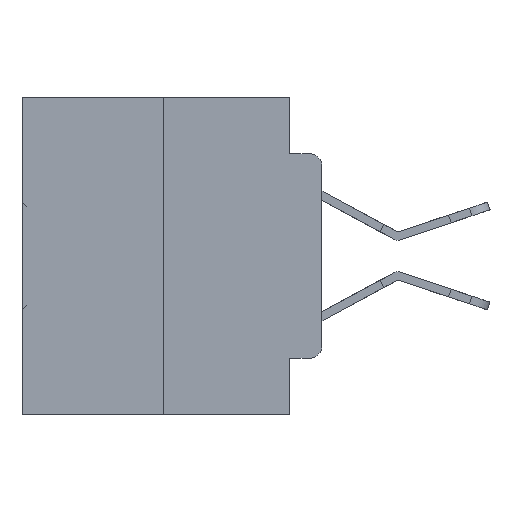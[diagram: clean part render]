
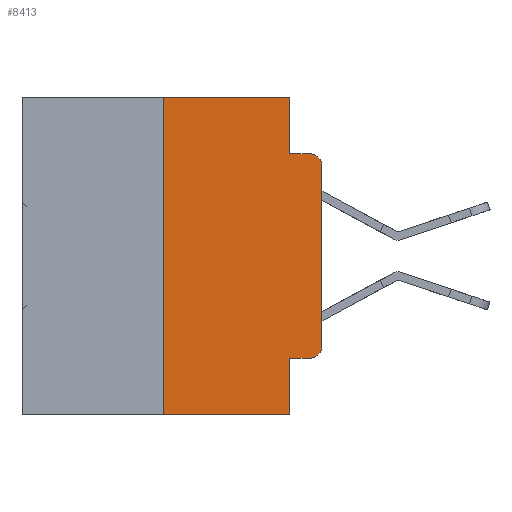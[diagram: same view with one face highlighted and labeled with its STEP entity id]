
A CAD part, left-side view. The second image highlights one B-rep face of the part: STEP entity #8413.
In plain terms, the highlighted planar face has unit normal (-1, 0, 0).
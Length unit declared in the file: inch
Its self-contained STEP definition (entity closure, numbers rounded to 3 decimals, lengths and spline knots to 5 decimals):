
#21 = DIRECTION ( 'NONE',  ( -1., 0., 0. ) ) ;
#173 = CARTESIAN_POINT ( 'NONE',  ( 0., 0.051, -0.0885 ) ) ;
#358 = ORIENTED_EDGE ( 'NONE', *, *, #8601, .F. ) ;
#365 = DIRECTION ( 'NONE',  ( 0., 0., -1. ) ) ;
#823 = CARTESIAN_POINT ( 'NONE',  ( 0., 0.051, -0.5 ) ) ;
#960 = CARTESIAN_POINT ( 'NONE',  ( 0., 0.473, 0. ) ) ;
#1049 = CARTESIAN_POINT ( 'NONE',  ( 0., 0., -0.3915 ) ) ;
#1377 = CARTESIAN_POINT ( 'NONE',  ( 0., 0.473, -0.5 ) ) ;
#1670 = EDGE_CURVE ( 'NONE', #23280, #27326, #10265, .T. ) ;
#1789 = CARTESIAN_POINT ( 'NONE',  ( 0., 0., -0.1085 ) ) ;
#1909 = VECTOR ( 'NONE', #23684, 39.37008 ) ;
#2207 = EDGE_CURVE ( 'NONE', #2646, #6237, #23930, .T. ) ;
#2646 = VERTEX_POINT ( 'NONE', #4156 ) ;
#2878 = DIRECTION ( 'NONE',  ( 0., 0., -1. ) ) ;
#3030 = EDGE_CURVE ( 'NONE', #19259, #25081, #15056, .T. ) ;
#4156 = CARTESIAN_POINT ( 'NONE',  ( 0., 0.25, -0.5 ) ) ;
#5199 = CARTESIAN_POINT ( 'NONE',  ( 0., 0.051, -0.4115 ) ) ;
#5727 = ORIENTED_EDGE ( 'NONE', *, *, #3030, .T. ) ;
#5921 = AXIS2_PLACEMENT_3D ( 'NONE', #15829, #21, #18571 ) ;
#6237 = VERTEX_POINT ( 'NONE', #28851 ) ;
#6282 = AXIS2_PLACEMENT_3D ( 'NONE', #26718, #16150, #365 ) ;
#6678 = VERTEX_POINT ( 'NONE', #14226 ) ;
#6682 = CIRCLE ( 'NONE', #22810, 0.02 ) ;
#7547 = VECTOR ( 'NONE', #12109, 39.37008 ) ;
#7976 = ORIENTED_EDGE ( 'NONE', *, *, #32712, .T. ) ;
#8401 = CARTESIAN_POINT ( 'NONE',  ( 0., 0.02, -0.3915 ) ) ;
#8413 = ADVANCED_FACE ( 'NONE', ( #16901 ), #31914, .F. ) ;
#8601 = EDGE_CURVE ( 'NONE', #6237, #23280, #25239, .T. ) ;
#9814 = LINE ( 'NONE', #1377, #30745 ) ;
#10265 = LINE ( 'NONE', #20696, #31188 ) ;
#11035 = DIRECTION ( 'NONE',  ( 0., 0., -1. ) ) ;
#12109 = DIRECTION ( 'NONE',  ( 0., -1., 0. ) ) ;
#12216 = EDGE_CURVE ( 'NONE', #2646, #13669, #9814, .T. ) ;
#12854 = EDGE_CURVE ( 'NONE', #25081, #29614, #25058, .T. ) ;
#13170 = ORIENTED_EDGE ( 'NONE', *, *, #1670, .F. ) ;
#13263 = CARTESIAN_POINT ( 'NONE',  ( 0., 0.051, -0.0885 ) ) ;
#13669 = VERTEX_POINT ( 'NONE', #823 ) ;
#14226 = CARTESIAN_POINT ( 'NONE',  ( 0., 0.02, -0.4115 ) ) ;
#15056 = LINE ( 'NONE', #26099, #1909 ) ;
#15829 = CARTESIAN_POINT ( 'NONE',  ( 0., 0.02, -0.1085 ) ) ;
#15860 = DIRECTION ( 'NONE',  ( 0., -1., 0. ) ) ;
#16126 = EDGE_CURVE ( 'NONE', #27929, #13669, #30903, .T. ) ;
#16150 = DIRECTION ( 'NONE',  ( 1., 0., 0. ) ) ;
#16822 = VECTOR ( 'NONE', #29324, 39.37008 ) ;
#16889 = ORIENTED_EDGE ( 'NONE', *, *, #2207, .F. ) ;
#16901 = FACE_OUTER_BOUND ( 'NONE', #25869, .T. ) ;
#17145 = DIRECTION ( 'NONE',  ( 0., -1., 0. ) ) ;
#17236 = EDGE_CURVE ( 'NONE', #27326, #29614, #18988, .T. ) ;
#17769 = ORIENTED_EDGE ( 'NONE', *, *, #31760, .T. ) ;
#18159 = VECTOR ( 'NONE', #22278, 39.37008 ) ;
#18437 = CARTESIAN_POINT ( 'NONE',  ( 0., 0.25, 0. ) ) ;
#18571 = DIRECTION ( 'NONE',  ( 0., 0., -1. ) ) ;
#18745 = DIRECTION ( 'NONE',  ( 0., 0., -1. ) ) ;
#18988 = LINE ( 'NONE', #13263, #32052 ) ;
#19259 = VERTEX_POINT ( 'NONE', #1049 ) ;
#20696 = CARTESIAN_POINT ( 'NONE',  ( 0., 0.051, 0. ) ) ;
#21543 = ORIENTED_EDGE ( 'NONE', *, *, #16126, .F. ) ;
#21594 = LINE ( 'NONE', #22693, #7547 ) ;
#22072 = CARTESIAN_POINT ( 'NONE',  ( 0., 0.051, 0. ) ) ;
#22278 = DIRECTION ( 'NONE',  ( 0., -1., 0. ) ) ;
#22693 = CARTESIAN_POINT ( 'NONE',  ( 0., 0.051, -0.4115 ) ) ;
#22810 = AXIS2_PLACEMENT_3D ( 'NONE', #8401, #26811, #11035 ) ;
#23280 = VERTEX_POINT ( 'NONE', #22072 ) ;
#23684 = DIRECTION ( 'NONE',  ( 0., 0., 1. ) ) ;
#23907 = ORIENTED_EDGE ( 'NONE', *, *, #17236, .F. ) ;
#23930 = LINE ( 'NONE', #18437, #16822 ) ;
#24038 = VECTOR ( 'NONE', #2878, 39.37008 ) ;
#25058 = CIRCLE ( 'NONE', #5921, 0.02 ) ;
#25081 = VERTEX_POINT ( 'NONE', #1789 ) ;
#25239 = LINE ( 'NONE', #960, #18159 ) ;
#25869 = EDGE_LOOP ( 'NONE', ( #5727, #26733, #23907, #13170, #358, #16889, #26042, #21543, #17769, #7976 ) ) ;
#26042 = ORIENTED_EDGE ( 'NONE', *, *, #12216, .T. ) ;
#26099 = CARTESIAN_POINT ( 'NONE',  ( 0., 0., 0. ) ) ;
#26718 = CARTESIAN_POINT ( 'NONE',  ( 0., 0.473, 0. ) ) ;
#26733 = ORIENTED_EDGE ( 'NONE', *, *, #12854, .T. ) ;
#26811 = DIRECTION ( 'NONE',  ( -1., 0., 0. ) ) ;
#27326 = VERTEX_POINT ( 'NONE', #173 ) ;
#27929 = VERTEX_POINT ( 'NONE', #5199 ) ;
#28851 = CARTESIAN_POINT ( 'NONE',  ( 0., 0.25, 0. ) ) ;
#29110 = CARTESIAN_POINT ( 'NONE',  ( 0., 0.051, 0. ) ) ;
#29324 = DIRECTION ( 'NONE',  ( 0., 0., 1. ) ) ;
#29614 = VERTEX_POINT ( 'NONE', #30927 ) ;
#30745 = VECTOR ( 'NONE', #17145, 39.37008 ) ;
#30903 = LINE ( 'NONE', #29110, #24038 ) ;
#30927 = CARTESIAN_POINT ( 'NONE',  ( 0., 0.02, -0.0885 ) ) ;
#31188 = VECTOR ( 'NONE', #18745, 39.37008 ) ;
#31760 = EDGE_CURVE ( 'NONE', #27929, #6678, #21594, .T. ) ;
#31914 = PLANE ( 'NONE',  #6282 ) ;
#32052 = VECTOR ( 'NONE', #15860, 39.37008 ) ;
#32712 = EDGE_CURVE ( 'NONE', #6678, #19259, #6682, .T. ) ;
